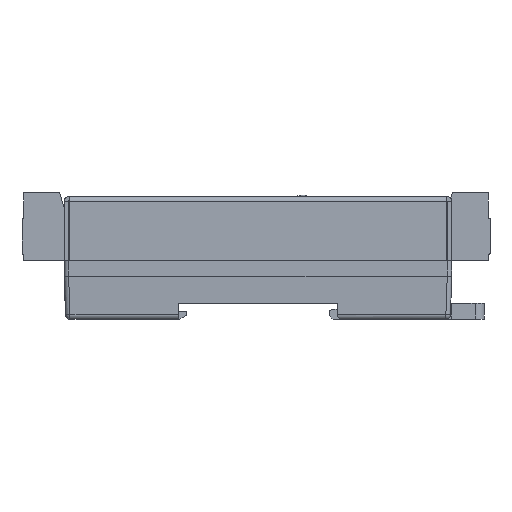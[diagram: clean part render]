
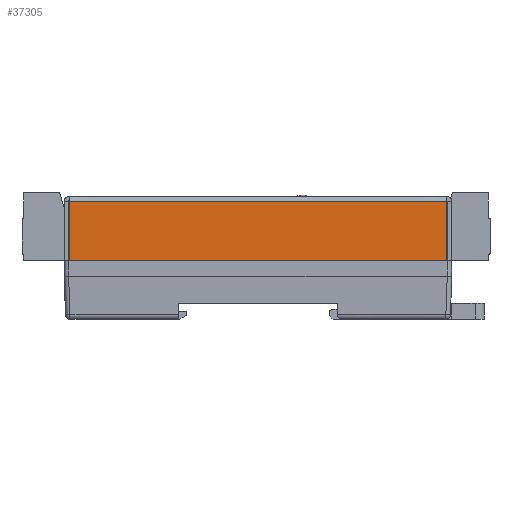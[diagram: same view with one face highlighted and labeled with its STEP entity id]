
A CAD part, left-side view. The second image highlights one B-rep face of the part: STEP entity #37305.
In plain terms, the highlighted planar face has unit normal (-1, 0, 0).
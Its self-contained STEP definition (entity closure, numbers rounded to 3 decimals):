
#1805 = VERTEX_POINT ( 'NONE', #26460 ) ;
#2945 = FACE_OUTER_BOUND ( 'NONE', #9631, .T. ) ;
#5482 = DIRECTION ( 'NONE',  ( 0., 0., 1. ) ) ;
#6509 = DIRECTION ( 'NONE',  ( 0., 1., 0. ) ) ;
#7450 = VECTOR ( 'NONE', #35922, 1000. ) ;
#8554 = EDGE_CURVE ( 'NONE', #30312, #1805, #29095, .T. ) ;
#8622 = LINE ( 'NONE', #21484, #22124 ) ;
#9631 = EDGE_LOOP ( 'NONE', ( #31241, #26010, #31817, #23786 ) ) ;
#9899 = DIRECTION ( 'NONE',  ( 0., -1., 0. ) ) ;
#12401 = LINE ( 'NONE', #15774, #15986 ) ;
#13682 = CARTESIAN_POINT ( 'NONE',  ( -51.45, 0., -41.825 ) ) ;
#15774 = CARTESIAN_POINT ( 'NONE',  ( -51.45, -14.2, 0. ) ) ;
#15986 = VECTOR ( 'NONE', #25282, 1000. ) ;
#21484 = CARTESIAN_POINT ( 'NONE',  ( -51.45, -1.1, 41.825 ) ) ;
#22124 = VECTOR ( 'NONE', #5482, 1000. ) ;
#23687 = VERTEX_POINT ( 'NONE', #31258 ) ;
#23786 = ORIENTED_EDGE ( 'NONE', *, *, #36209, .T. ) ;
#25282 = DIRECTION ( 'NONE',  ( 0., 0., 1. ) ) ;
#26010 = ORIENTED_EDGE ( 'NONE', *, *, #8554, .T. ) ;
#26460 = CARTESIAN_POINT ( 'NONE',  ( -51.45, -14.2, -41.825 ) ) ;
#28856 = DIRECTION ( 'NONE',  ( 1., 0., 0. ) ) ;
#29095 = LINE ( 'NONE', #13682, #40405 ) ;
#30226 = CARTESIAN_POINT ( 'NONE',  ( -51.45, 0., 41.825 ) ) ;
#30312 = VERTEX_POINT ( 'NONE', #41264 ) ;
#31241 = ORIENTED_EDGE ( 'NONE', *, *, #38530, .F. ) ;
#31258 = CARTESIAN_POINT ( 'NONE',  ( -51.45, -14.2, 41.825 ) ) ;
#31488 = EDGE_CURVE ( 'NONE', #1805, #23687, #12401, .T. ) ;
#31802 = PLANE ( 'NONE',  #35815 ) ;
#31817 = ORIENTED_EDGE ( 'NONE', *, *, #31488, .T. ) ;
#32529 = CARTESIAN_POINT ( 'NONE',  ( -51.45, -1.1, 41.825 ) ) ;
#35815 = AXIS2_PLACEMENT_3D ( 'NONE', #38941, #28856, #6509 ) ;
#35922 = DIRECTION ( 'NONE',  ( 0., 1., 0. ) ) ;
#36209 = EDGE_CURVE ( 'NONE', #23687, #41412, #39275, .T. ) ;
#37305 = ADVANCED_FACE ( 'NONE', ( #2945 ), #31802, .F. ) ;
#38530 = EDGE_CURVE ( 'NONE', #30312, #41412, #8622, .T. ) ;
#38941 = CARTESIAN_POINT ( 'NONE',  ( -51.45, 0., 0. ) ) ;
#39275 = LINE ( 'NONE', #30226, #7450 ) ;
#40405 = VECTOR ( 'NONE', #9899, 1000. ) ;
#41264 = CARTESIAN_POINT ( 'NONE',  ( -51.45, -1.1, -41.825 ) ) ;
#41412 = VERTEX_POINT ( 'NONE', #32529 ) ;
